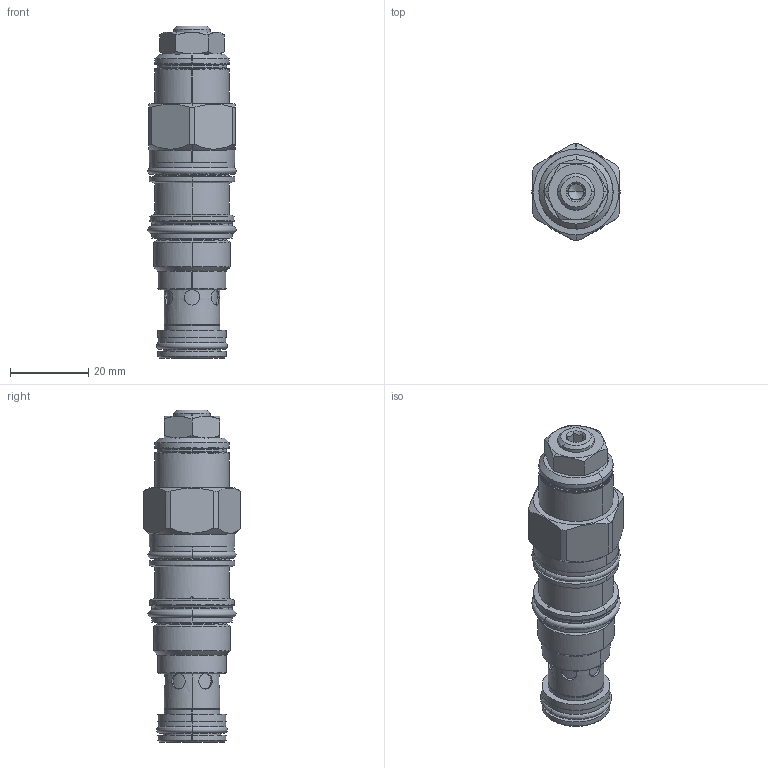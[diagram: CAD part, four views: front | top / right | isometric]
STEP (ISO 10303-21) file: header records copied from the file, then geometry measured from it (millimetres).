
FILE_DESCRIPTION((''),'2;1');
FILE_NAME('CBAALHN_SW_PRT','2019-07-10T',('charlief'),(''),'PRO/ENGINEER BY PARAMETRIC TECHNOLOGY CORPORATION, 2016010','PRO/ENGINEER BY PARAMETRIC TECHNOLOGY CORPORATION, 2016010','');
FILE_SCHEMA(('CONFIG_CONTROL_DESIGN'));
Products named in the file (1): CBAALHN_SW_PRT
Bounding box: 22.55 x 24.84 x 84.91 mm (x, y, z)
Surface area: 11000.1 mm2 (no closed solid volume)
Topology: 0 solids, 0 shells, 287 faces, 1330 edges, 1308 vertices
Faces by surface type: bspline 245, torus 42
Entity records: 46794 total; most frequent: CARTESIAN_POINT 35156, DIRECTION 1904, TRIMMED_CURVE 1474, DEFINITIONAL_REPRESENTATION 1288, PCURVE 1288, COMPOSITE_CURVE_SEGMENT 1288, VECTOR 1128, LINE 1128
